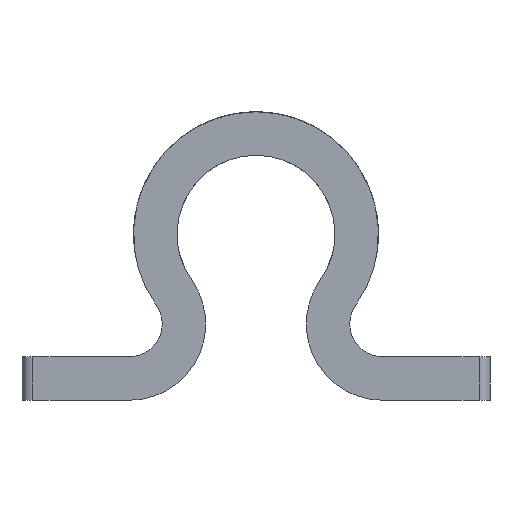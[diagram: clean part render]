
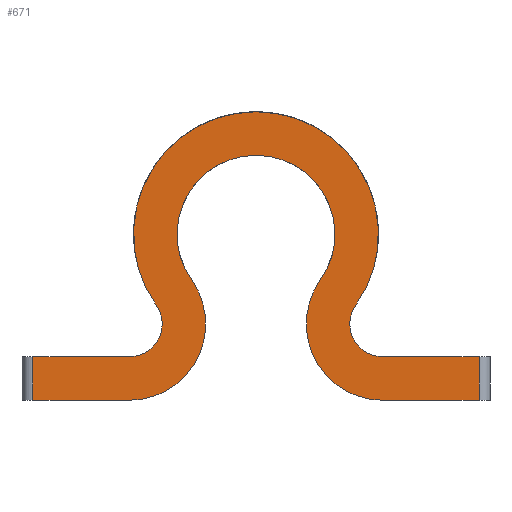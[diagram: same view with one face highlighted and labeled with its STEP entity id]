
A CAD part, left-side view. The second image highlights one B-rep face of the part: STEP entity #671.
In plain terms, the highlighted planar face has unit normal (-1, 0, 0).
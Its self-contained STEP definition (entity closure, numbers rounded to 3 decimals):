
#78=FACE_OUTER_BOUND('',#118,.T.);
#118=EDGE_LOOP('',(#595,#596,#597,#598,#599,#600,#601,#602,#603,#604,#605,
#606));
#142=LINE('',#1301,#190);
#146=LINE('',#1310,#194);
#159=LINE('',#1353,#207);
#160=LINE('',#1358,#208);
#164=LINE('',#1372,#212);
#166=LINE('',#1380,#214);
#190=VECTOR('',#858,16.);
#194=VECTOR('',#866,35.524);
#207=VECTOR('',#907,35.524);
#208=VECTOR('',#914,16.);
#212=VECTOR('',#932,35.524);
#214=VECTOR('',#944,35.524);
#228=CIRCLE('',#695,29.);
#250=CIRCLE('',#737,12.);
#251=CIRCLE('',#739,45.);
#252=CIRCLE('',#741,12.);
#253=CIRCLE('',#744,28.);
#254=CIRCLE('',#746,28.);
#273=VERTEX_POINT('',#1110);
#274=VERTEX_POINT('',#1112);
#291=VERTEX_POINT('',#1294);
#294=VERTEX_POINT('',#1299);
#297=VERTEX_POINT('',#1309);
#312=VERTEX_POINT('',#1350);
#313=VERTEX_POINT('',#1352);
#314=VERTEX_POINT('',#1356);
#315=VERTEX_POINT('',#1360);
#316=VERTEX_POINT('',#1364);
#317=VERTEX_POINT('',#1370);
#318=VERTEX_POINT('',#1376);
#341=EDGE_CURVE('',#273,#274,#228,.T.);
#374=EDGE_CURVE('',#294,#291,#142,.T.);
#378=EDGE_CURVE('',#291,#297,#146,.T.);
#400=EDGE_CURVE('',#312,#313,#159,.T.);
#403=EDGE_CURVE('',#313,#314,#160,.T.);
#405=EDGE_CURVE('',#315,#312,#250,.T.);
#407=EDGE_CURVE('',#316,#315,#251,.T.);
#408=EDGE_CURVE('',#297,#316,#252,.T.);
#410=EDGE_CURVE('',#317,#294,#164,.T.);
#411=EDGE_CURVE('',#274,#317,#253,.T.);
#413=EDGE_CURVE('',#318,#273,#254,.T.);
#414=EDGE_CURVE('',#314,#318,#166,.T.);
#595=ORIENTED_EDGE('',*,*,#374,.F.);
#596=ORIENTED_EDGE('',*,*,#410,.F.);
#597=ORIENTED_EDGE('',*,*,#411,.F.);
#598=ORIENTED_EDGE('',*,*,#341,.F.);
#599=ORIENTED_EDGE('',*,*,#413,.F.);
#600=ORIENTED_EDGE('',*,*,#414,.F.);
#601=ORIENTED_EDGE('',*,*,#403,.F.);
#602=ORIENTED_EDGE('',*,*,#400,.F.);
#603=ORIENTED_EDGE('',*,*,#405,.F.);
#604=ORIENTED_EDGE('',*,*,#407,.F.);
#605=ORIENTED_EDGE('',*,*,#408,.F.);
#606=ORIENTED_EDGE('',*,*,#378,.F.);
#622=PLANE('',#748);
#671=ADVANCED_FACE('',(#78),#622,.F.);
#695=AXIS2_PLACEMENT_3D('',#1113,#796,#797);
#737=AXIS2_PLACEMENT_3D('',#1362,#918,#919);
#739=AXIS2_PLACEMENT_3D('',#1366,#923,#924);
#741=AXIS2_PLACEMENT_3D('',#1368,#927,#928);
#744=AXIS2_PLACEMENT_3D('',#1374,#935,#936);
#746=AXIS2_PLACEMENT_3D('',#1378,#940,#941);
#748=AXIS2_PLACEMENT_3D('',#1381,#945,#946);
#796=DIRECTION('center_axis',(-1.,0.,0.));
#797=DIRECTION('ref_axis',(0.,-0.815,0.579));
#858=DIRECTION('',(0.,0.,1.));
#866=DIRECTION('',(0.,-1.,0.));
#907=DIRECTION('',(0.,-1.,0.));
#914=DIRECTION('',(0.,0.,-1.));
#918=DIRECTION('center_axis',(-1.,0.,0.));
#919=DIRECTION('ref_axis',(0.,0.,1.));
#923=DIRECTION('center_axis',(1.,0.,0.));
#924=DIRECTION('ref_axis',(0.,0.815,-0.579));
#927=DIRECTION('center_axis',(-1.,0.,0.));
#928=DIRECTION('ref_axis',(0.,0.815,-0.579));
#932=DIRECTION('',(0.,1.,0.));
#935=DIRECTION('center_axis',(1.,0.,0.));
#936=DIRECTION('ref_axis',(0.,-0.815,0.579));
#940=DIRECTION('center_axis',(1.,0.,0.));
#941=DIRECTION('ref_axis',(0.,0.,-1.));
#944=DIRECTION('',(0.,1.,0.));
#945=DIRECTION('center_axis',(1.,0.,0.));
#946=DIRECTION('ref_axis',(0.,0.,-1.));
#1110=CARTESIAN_POINT('',(0.,-23.646,44.211));
#1112=CARTESIAN_POINT('',(0.,23.646,44.211));
#1113=CARTESIAN_POINT('Origin',(0.,0.,61.));
#1294=CARTESIAN_POINT('',(0.,82.,16.));
#1299=CARTESIAN_POINT('',(0.,82.,0.));
#1301=CARTESIAN_POINT('',(0.,82.,28.501));
#1309=CARTESIAN_POINT('',(0.,46.476,16.));
#1310=CARTESIAN_POINT('',(0.,86.,16.));
#1350=CARTESIAN_POINT('',(0.,-46.476,16.));
#1352=CARTESIAN_POINT('',(0.,-82.,16.));
#1353=CARTESIAN_POINT('',(0.,-46.476,16.));
#1356=CARTESIAN_POINT('',(0.,-82.,0.));
#1358=CARTESIAN_POINT('',(0.,-82.,20.501));
#1360=CARTESIAN_POINT('',(0.,-36.691,34.947));
#1362=CARTESIAN_POINT('Origin',(0.,-46.476,28.));
#1364=CARTESIAN_POINT('',(0.,36.691,34.947));
#1366=CARTESIAN_POINT('Origin',(0.,0.,61.));
#1368=CARTESIAN_POINT('Origin',(0.,46.476,28.));
#1370=CARTESIAN_POINT('',(0.,46.476,0.));
#1372=CARTESIAN_POINT('',(0.,46.476,0.));
#1374=CARTESIAN_POINT('Origin',(0.,46.476,28.));
#1376=CARTESIAN_POINT('',(0.,-46.476,0.));
#1378=CARTESIAN_POINT('Origin',(0.,-46.476,28.));
#1380=CARTESIAN_POINT('',(0.,-86.,0.));
#1381=CARTESIAN_POINT('Origin',(0.,0.,41.001));
